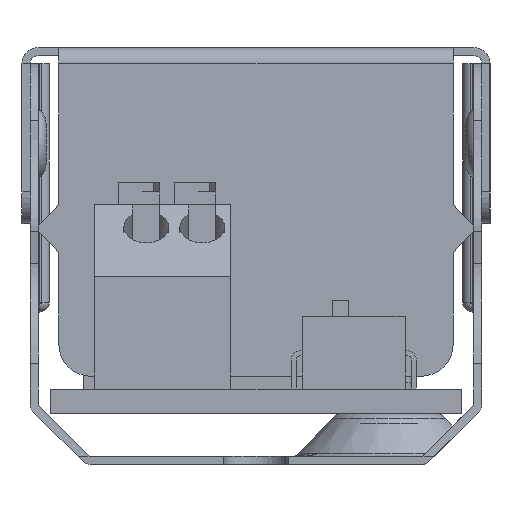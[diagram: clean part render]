
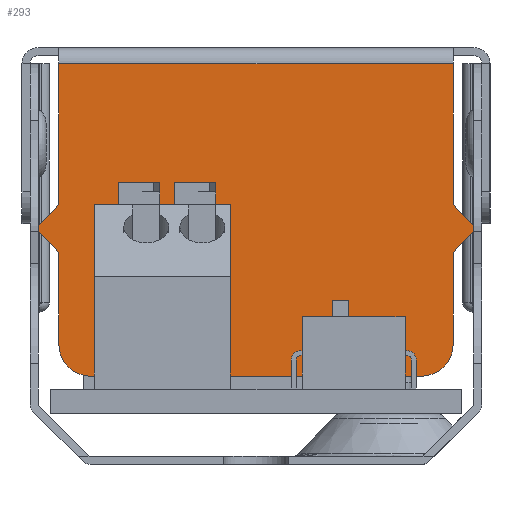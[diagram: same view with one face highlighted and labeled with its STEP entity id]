
A CAD part, left-side view. The second image highlights one B-rep face of the part: STEP entity #293.
In plain terms, the highlighted planar face has unit normal (-1, 0, 0).
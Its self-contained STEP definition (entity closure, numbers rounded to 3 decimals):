
#293=ADVANCED_FACE('',(#2426),#2428,.T.);
#2426=FACE_BOUND('',#2427,.T.);
#2427=EDGE_LOOP('',(#5070,#5071,#5072,#5073,#5074,#5075,#5076,#5077,#5078,#5079,
#5080,#5081,#5082,#5083));
#2428=PLANE('',#2429);
#2429=AXIS2_PLACEMENT_3D('',#2430,#2431,#2432);
#2430=CARTESIAN_POINT('',(-72.5,-12.3,5.5));
#2431=DIRECTION('',(-1.,0.,0.));
#2432=DIRECTION('',(0.,0.,1.));
#5070=ORIENTED_EDGE('',*,*,#6624,.F.);
#5071=ORIENTED_EDGE('',*,*,#6625,.F.);
#5072=ORIENTED_EDGE('',*,*,#6626,.F.);
#5073=ORIENTED_EDGE('',*,*,#6627,.T.);
#5074=ORIENTED_EDGE('',*,*,#6628,.T.);
#5075=ORIENTED_EDGE('',*,*,#6483,.T.);
#5076=ORIENTED_EDGE('',*,*,#6623,.T.);
#5077=ORIENTED_EDGE('',*,*,#6629,.T.);
#5078=ORIENTED_EDGE('',*,*,#6630,.T.);
#5079=ORIENTED_EDGE('',*,*,#6631,.F.);
#5080=ORIENTED_EDGE('',*,*,#6632,.T.);
#5081=ORIENTED_EDGE('',*,*,#6633,.T.);
#5082=ORIENTED_EDGE('',*,*,#6634,.T.);
#5083=ORIENTED_EDGE('',*,*,#6635,.F.);
#6483=EDGE_CURVE('',#7970,#7968,#7971,.T.);
#6623=EDGE_CURVE('',#7968,#8198,#8200,.T.);
#6624=EDGE_CURVE('',#8201,#8202,#8203,.F.);
#6625=EDGE_CURVE('',#8204,#8201,#8205,.T.);
#6626=EDGE_CURVE('',#8206,#8204,#8207,.F.);
#6627=EDGE_CURVE('',#8206,#8208,#8209,.T.);
#6628=EDGE_CURVE('',#8208,#7970,#8210,.T.);
#6629=EDGE_CURVE('',#8198,#8211,#8212,.T.);
#6630=EDGE_CURVE('',#8211,#8213,#8214,.T.);
#6631=EDGE_CURVE('',#8215,#8213,#8216,.T.);
#6632=EDGE_CURVE('',#8215,#8217,#8218,.T.);
#6633=EDGE_CURVE('',#8217,#8219,#8220,.T.);
#6634=EDGE_CURVE('',#8219,#8221,#8222,.T.);
#6635=EDGE_CURVE('',#8202,#8221,#8223,.T.);
#7968=VERTEX_POINT('',#11195);
#7970=VERTEX_POINT('',#11199);
#7971=LINE('',#11200,#11201);
#8198=VERTEX_POINT('',#11821);
#8200=LINE('',#11825,#11826);
#8201=VERTEX_POINT('',#11828);
#8202=VERTEX_POINT('',#11829);
#8203=CIRCLE('',#11830,2.);
#8204=VERTEX_POINT('',#11834);
#8205=LINE('',#11835,#11836);
#8206=VERTEX_POINT('',#11838);
#8207=CIRCLE('',#11839,2.);
#8208=VERTEX_POINT('',#11843);
#8209=LINE('',#11844,#11845);
#8210=LINE('',#11847,#11848);
#8211=VERTEX_POINT('',#11850);
#8212=LINE('',#11851,#11852);
#8213=VERTEX_POINT('',#11854);
#8214=LINE('',#11855,#11856);
#8215=VERTEX_POINT('',#11858);
#8216=LINE('',#11859,#11860);
#8217=VERTEX_POINT('',#11862);
#8218=LINE('',#11863,#11864);
#8219=VERTEX_POINT('',#11866);
#8220=LINE('',#11867,#11868);
#8221=VERTEX_POINT('',#11870);
#8222=LINE('',#11871,#11872);
#8223=LINE('',#11874,#11875);
#11195=CARTESIAN_POINT('',(-72.5,-13.6,14.814));
#11199=CARTESIAN_POINT('',(-72.5,-13.6,14.6));
#11200=CARTESIAN_POINT('',(-72.5,-13.6,14.6));
#11201=VECTOR('',#11202,1.);
#11202=DIRECTION('',(0.,0.,1.));
#11821=CARTESIAN_POINT('',(-72.5,-12.3,16.207));
#11825=CARTESIAN_POINT('',(-72.5,-13.6,14.814));
#11826=VECTOR('',#11827,1.);
#11827=DIRECTION('',(0.,0.682,0.731));
#11828=CARTESIAN_POINT('',(-72.5,10.3,5.5));
#11829=CARTESIAN_POINT('',(-72.5,12.3,7.5));
#11830=AXIS2_PLACEMENT_3D('',#11831,#11832,#11833);
#11831=CARTESIAN_POINT('',(-72.5,10.3,7.5));
#11832=DIRECTION('',(-1.,0.,0.));
#11833=DIRECTION('',(0.,1.,0.));
#11834=CARTESIAN_POINT('',(-72.5,-10.3,5.5));
#11835=CARTESIAN_POINT('',(-72.5,-10.3,5.5));
#11836=VECTOR('',#11837,1.);
#11837=DIRECTION('',(0.,1.,0.));
#11838=CARTESIAN_POINT('',(-72.5,-12.3,7.5));
#11839=AXIS2_PLACEMENT_3D('',#11840,#11841,#11842);
#11840=CARTESIAN_POINT('',(-72.5,-10.3,7.5));
#11841=DIRECTION('',(-1.,0.,0.));
#11842=DIRECTION('',(0.,0.,-1.));
#11843=CARTESIAN_POINT('',(-72.5,-12.3,13.207));
#11844=CARTESIAN_POINT('',(-72.5,-12.3,7.5));
#11845=VECTOR('',#11846,1.);
#11846=DIRECTION('',(0.,0.,1.));
#11847=CARTESIAN_POINT('',(-72.5,-12.3,13.207));
#11848=VECTOR('',#11849,1.);
#11849=DIRECTION('',(0.,-0.682,0.731));
#11850=CARTESIAN_POINT('',(-72.5,-12.3,25.));
#11851=CARTESIAN_POINT('',(-72.5,-12.3,16.207));
#11852=VECTOR('',#11853,1.);
#11853=DIRECTION('',(0.,0.,1.));
#11854=CARTESIAN_POINT('',(-72.5,12.3,25.));
#11855=CARTESIAN_POINT('',(-72.5,-12.3,25.));
#11856=VECTOR('',#11857,1.);
#11857=DIRECTION('',(0.,1.,0.));
#11858=CARTESIAN_POINT('',(-72.5,12.3,16.207));
#11859=CARTESIAN_POINT('',(-72.5,12.3,16.207));
#11860=VECTOR('',#11861,1.);
#11861=DIRECTION('',(0.,0.,1.));
#11862=CARTESIAN_POINT('',(-72.5,13.6,14.814));
#11863=CARTESIAN_POINT('',(-72.5,12.3,16.207));
#11864=VECTOR('',#11865,1.);
#11865=DIRECTION('',(0.,0.682,-0.731));
#11866=CARTESIAN_POINT('',(-72.5,13.6,14.6));
#11867=CARTESIAN_POINT('',(-72.5,13.6,14.814));
#11868=VECTOR('',#11869,1.);
#11869=DIRECTION('',(0.,0.,-1.));
#11870=CARTESIAN_POINT('',(-72.5,12.3,13.207));
#11871=CARTESIAN_POINT('',(-72.5,13.6,14.6));
#11872=VECTOR('',#11873,1.);
#11873=DIRECTION('',(0.,-0.682,-0.731));
#11874=CARTESIAN_POINT('',(-72.5,12.3,7.5));
#11875=VECTOR('',#11876,1.);
#11876=DIRECTION('',(0.,0.,1.));
